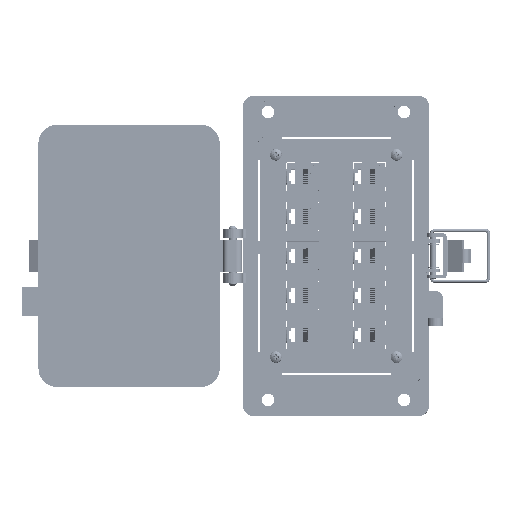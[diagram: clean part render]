
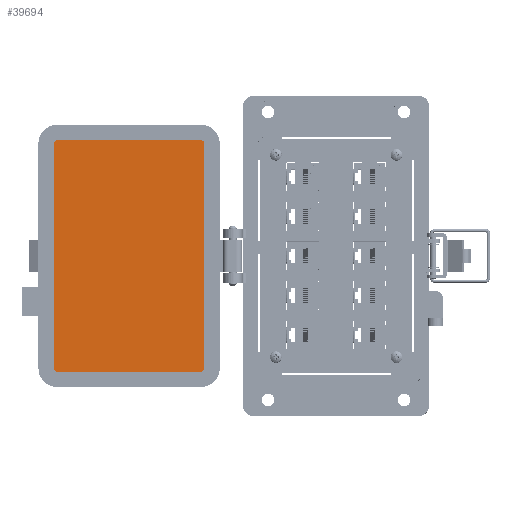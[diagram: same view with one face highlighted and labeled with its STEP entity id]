
A CAD part, top view. The second image highlights one B-rep face of the part: STEP entity #39694.
In plain terms, the highlighted planar face has unit normal (0, 0, 1).
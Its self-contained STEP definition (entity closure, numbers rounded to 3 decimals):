
#105 = EDGE_CURVE ( 'NONE', #26511, #12100, #39476, .T. ) ;
#2923 = CARTESIAN_POINT ( 'NONE',  ( -59.505, 143.334, 8.694 ) ) ;
#3038 = VECTOR ( 'NONE', #46542, 1000. ) ;
#4082 = CIRCLE ( 'NONE', #15552, 1.785 ) ;
#5237 = DIRECTION ( 'NONE',  ( 0., -1., 0. ) ) ;
#6597 = ORIENTED_EDGE ( 'NONE', *, *, #17550, .F. ) ;
#7011 = ORIENTED_EDGE ( 'NONE', *, *, #36965, .F. ) ;
#7020 = CARTESIAN_POINT ( 'NONE',  ( 57.717, 67.765, 8.694 ) ) ;
#7496 = CARTESIAN_POINT ( 'NONE',  ( 57.717, 145.119, 8.694 ) ) ;
#7618 = EDGE_CURVE ( 'NONE', #10117, #53657, #25655, .T. ) ;
#8715 = DIRECTION ( 'NONE',  ( 0., 0., 1. ) ) ;
#9022 = AXIS2_PLACEMENT_3D ( 'NONE', #29420, #8715, #34115 ) ;
#9352 = VERTEX_POINT ( 'NONE', #40836 ) ;
#10117 = VERTEX_POINT ( 'NONE', #16053 ) ;
#10825 = ORIENTED_EDGE ( 'NONE', *, *, #48610, .F. ) ;
#12100 = VERTEX_POINT ( 'NONE', #50085 ) ;
#14600 = CARTESIAN_POINT ( 'NONE',  ( 59.502, 69.55, 8.694 ) ) ;
#14775 = VECTOR ( 'NONE', #35586, 1000. ) ;
#15137 = LINE ( 'NONE', #14600, #14775 ) ;
#15552 = AXIS2_PLACEMENT_3D ( 'NONE', #25791, #34629, #39324 ) ;
#16053 = CARTESIAN_POINT ( 'NONE',  ( 59.502, 69.55, 8.694 ) ) ;
#16325 = DIRECTION ( 'NONE',  ( 1., 0., 0. ) ) ;
#16982 = LINE ( 'NONE', #33820, #3038 ) ;
#17550 = EDGE_CURVE ( 'NONE', #9352, #10117, #15137, .T. ) ;
#18263 = EDGE_LOOP ( 'NONE', ( #42661, #28641, #51781, #38948, #38283, #6597, #10825, #7011 ) ) ;
#21545 = DIRECTION ( 'NONE',  ( 0., -1., 0. ) ) ;
#22242 = VERTEX_POINT ( 'NONE', #34928 ) ;
#23640 = DIRECTION ( 'NONE',  ( 0., 1., 0. ) ) ;
#24322 = CARTESIAN_POINT ( 'NONE',  ( -59.505, 69.55, 8.694 ) ) ;
#25094 = VECTOR ( 'NONE', #23640, 1000. ) ;
#25655 = CIRCLE ( 'NONE', #29206, 1.785 ) ;
#25791 = CARTESIAN_POINT ( 'NONE',  ( 57.717, 143.334, 8.694 ) ) ;
#26511 = VERTEX_POINT ( 'NONE', #42027 ) ;
#27803 = FACE_OUTER_BOUND ( 'NONE', #18263, .T. ) ;
#28641 = ORIENTED_EDGE ( 'NONE', *, *, #46213, .F. ) ;
#29206 = AXIS2_PLACEMENT_3D ( 'NONE', #54519, #37082, #45373 ) ;
#29420 = CARTESIAN_POINT ( 'NONE',  ( -30.745, 145.119, 8.694 ) ) ;
#30000 = AXIS2_PLACEMENT_3D ( 'NONE', #42790, #33407, #21545 ) ;
#33407 = DIRECTION ( 'NONE',  ( 0., 0., -1. ) ) ;
#33820 = CARTESIAN_POINT ( 'NONE',  ( -57.72, 67.765, 8.694 ) ) ;
#34115 = DIRECTION ( 'NONE',  ( 0., -1., 0. ) ) ;
#34629 = DIRECTION ( 'NONE',  ( 0., 0., -1. ) ) ;
#34928 = CARTESIAN_POINT ( 'NONE',  ( 57.717, 145.119, 8.694 ) ) ;
#35586 = DIRECTION ( 'NONE',  ( 0., -1., 0. ) ) ;
#36071 = LINE ( 'NONE', #2923, #25094 ) ;
#36965 = EDGE_CURVE ( 'NONE', #12100, #22242, #54182, .T. ) ;
#37082 = DIRECTION ( 'NONE',  ( 0., 0., -1. ) ) ;
#37880 = EDGE_CURVE ( 'NONE', #52330, #53082, #53852, .T. ) ;
#38283 = ORIENTED_EDGE ( 'NONE', *, *, #7618, .F. ) ;
#38948 = ORIENTED_EDGE ( 'NONE', *, *, #46302, .F. ) ;
#39324 = DIRECTION ( 'NONE',  ( 0., -1., 0. ) ) ;
#39369 = AXIS2_PLACEMENT_3D ( 'NONE', #42503, #43047, #5237 ) ;
#39476 = CIRCLE ( 'NONE', #39369, 1.785 ) ;
#39694 = ADVANCED_FACE ( 'NONE', ( #27803 ), #46566, .T. ) ;
#40836 = CARTESIAN_POINT ( 'NONE',  ( 59.502, 143.334, 8.694 ) ) ;
#42027 = CARTESIAN_POINT ( 'NONE',  ( -59.505, 143.334, 8.694 ) ) ;
#42503 = CARTESIAN_POINT ( 'NONE',  ( -57.72, 143.334, 8.694 ) ) ;
#42661 = ORIENTED_EDGE ( 'NONE', *, *, #105, .F. ) ;
#42790 = CARTESIAN_POINT ( 'NONE',  ( -57.72, 69.55, 8.694 ) ) ;
#43047 = DIRECTION ( 'NONE',  ( 0., 0., -1. ) ) ;
#44991 = VECTOR ( 'NONE', #16325, 1000. ) ;
#45373 = DIRECTION ( 'NONE',  ( 0., -1., 0. ) ) ;
#46213 = EDGE_CURVE ( 'NONE', #53082, #26511, #36071, .T. ) ;
#46302 = EDGE_CURVE ( 'NONE', #53657, #52330, #16982, .T. ) ;
#46542 = DIRECTION ( 'NONE',  ( -1., 0., 0. ) ) ;
#46566 = PLANE ( 'NONE',  #9022 ) ;
#48610 = EDGE_CURVE ( 'NONE', #22242, #9352, #4082, .T. ) ;
#50085 = CARTESIAN_POINT ( 'NONE',  ( -57.72, 145.119, 8.694 ) ) ;
#50171 = CARTESIAN_POINT ( 'NONE',  ( -57.72, 67.765, 8.694 ) ) ;
#51781 = ORIENTED_EDGE ( 'NONE', *, *, #37880, .F. ) ;
#52330 = VERTEX_POINT ( 'NONE', #50171 ) ;
#53082 = VERTEX_POINT ( 'NONE', #24322 ) ;
#53657 = VERTEX_POINT ( 'NONE', #7020 ) ;
#53852 = CIRCLE ( 'NONE', #30000, 1.785 ) ;
#54182 = LINE ( 'NONE', #7496, #44991 ) ;
#54519 = CARTESIAN_POINT ( 'NONE',  ( 57.717, 69.55, 8.694 ) ) ;
